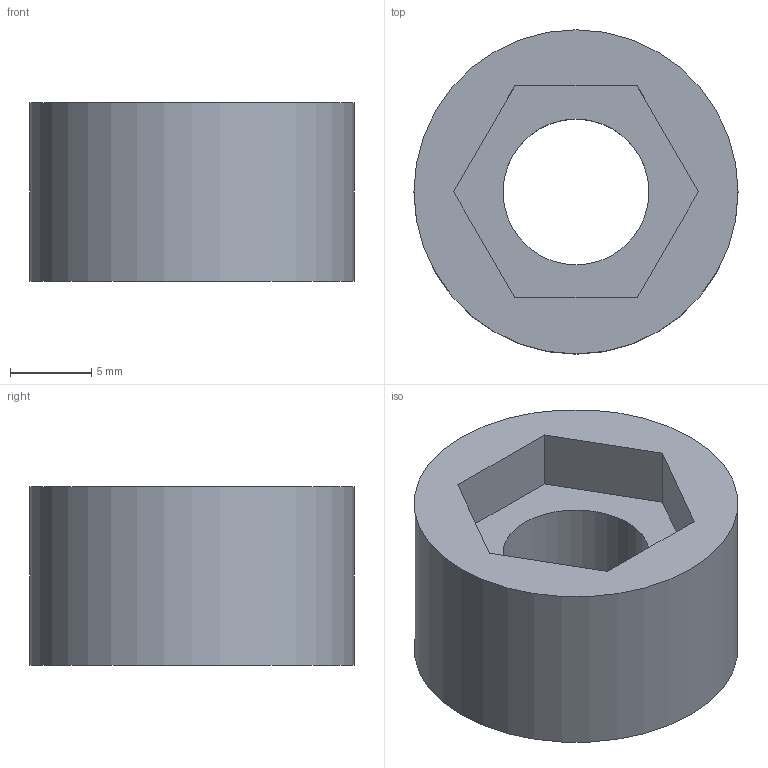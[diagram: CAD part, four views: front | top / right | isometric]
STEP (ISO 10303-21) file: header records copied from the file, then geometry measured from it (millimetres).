
FILE_DESCRIPTION(('FreeCAD Model'),'2;1');
FILE_NAME('nut_holder.step','2015-03-11T09:13:26',('Author'),(''), 'Open CASCADE STEP processor 6.7','FreeCAD','Unknown');
FILE_SCHEMA(('AUTOMOTIVE_DESIGN_CC2 { 1 2 10303 214 -1 1 5 4 }'));
Length unit declared in the file: millimetre
Products named in the file (1): nut_holder001
Bounding box: 20 x 20 x 11 mm (x, y, z)
Volume: 2443.4 mm3; surface area: 1566.2 mm2
Topology: 1 solids, 1 shells, 11 faces, 24 edges, 16 vertices
Faces by surface type: plane 9, cylinder 2
Full cylindrical faces by diameter (mm): 9 x1, 20 x1
Entity records: 630 total; most frequent: CARTESIAN_POINT 118, DIRECTION 87, LINE 52, VECTOR 52, ORIENTED_EDGE 48, PCURVE 48, DEFINITIONAL_REPRESENTATION 48, EDGE_CURVE 24
